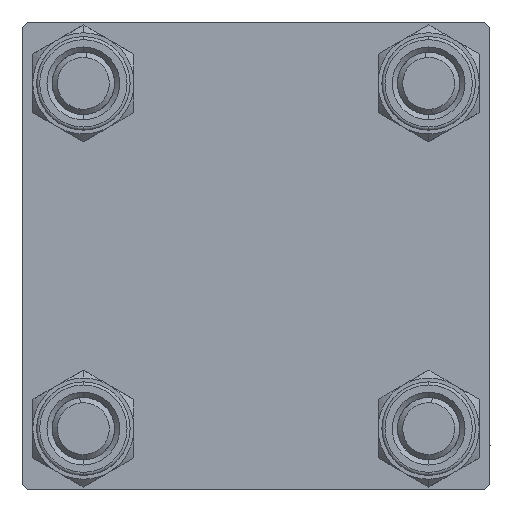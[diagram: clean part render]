
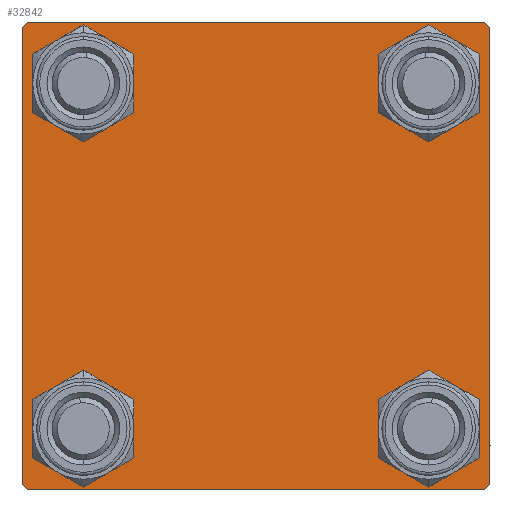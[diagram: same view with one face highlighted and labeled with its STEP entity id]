
A CAD part, left-side view. The second image highlights one B-rep face of the part: STEP entity #32842.
In plain terms, the highlighted planar face has unit normal (-1, 0, 0).
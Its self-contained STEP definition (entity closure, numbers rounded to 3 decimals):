
#461 = VECTOR ( 'NONE', #37985, 1000. ) ;
#823 = CARTESIAN_POINT ( 'NONE',  ( 0., 16.6, 16.6 ) ) ;
#2199 = EDGE_CURVE ( 'NONE', #9303, #49896, #16275, .T. ) ;
#2685 = CIRCLE ( 'NONE', #11626, 3.5 ) ;
#4003 = ORIENTED_EDGE ( 'NONE', *, *, #44659, .T. ) ;
#4836 = EDGE_CURVE ( 'NONE', #20647, #9214, #29767, .T. ) ;
#5094 = EDGE_LOOP ( 'NONE', ( #31782, #44808, #35467, #50068, #7510, #6393, #45396, #47999 ) ) ;
#5836 = CARTESIAN_POINT ( 'NONE',  ( 0., -22.25, 22.25 ) ) ;
#6064 = DIRECTION ( 'NONE',  ( 0., 0., -1. ) ) ;
#6353 = CARTESIAN_POINT ( 'NONE',  ( 0., 16.6, -13.1 ) ) ;
#6393 = ORIENTED_EDGE ( 'NONE', *, *, #33757, .T. ) ;
#6438 = EDGE_CURVE ( 'NONE', #43183, #24195, #36601, .T. ) ;
#6577 = CARTESIAN_POINT ( 'NONE',  ( 0., 0., 0. ) ) ;
#6951 = LINE ( 'NONE', #17898, #461 ) ;
#7510 = ORIENTED_EDGE ( 'NONE', *, *, #21053, .F. ) ;
#7635 = CARTESIAN_POINT ( 'NONE',  ( 0., 16.6, 20.1 ) ) ;
#8135 = AXIS2_PLACEMENT_3D ( 'NONE', #37425, #22663, #49655 ) ;
#8176 = AXIS2_PLACEMENT_3D ( 'NONE', #823, #38768, #31875 ) ;
#8205 = CIRCLE ( 'NONE', #17187, 3.5 ) ;
#8260 = EDGE_CURVE ( 'NONE', #46449, #22702, #8205, .T. ) ;
#8317 = CIRCLE ( 'NONE', #18878, 3.5 ) ;
#8329 = DIRECTION ( 'NONE',  ( 0., 0., 1. ) ) ;
#8739 = EDGE_LOOP ( 'NONE', ( #29404, #20930 ) ) ;
#8770 = CARTESIAN_POINT ( 'NONE',  ( 0., 16.6, 13.1 ) ) ;
#8881 = DIRECTION ( 'NONE',  ( 0., 0., 1. ) ) ;
#9214 = VERTEX_POINT ( 'NONE', #43781 ) ;
#9303 = VERTEX_POINT ( 'NONE', #6353 ) ;
#9319 = CARTESIAN_POINT ( 'NONE',  ( 0., -16.6, 16.6 ) ) ;
#9998 = CARTESIAN_POINT ( 'NONE',  ( 0., 16.6, -16.6 ) ) ;
#10481 = VERTEX_POINT ( 'NONE', #11646 ) ;
#10701 = ORIENTED_EDGE ( 'NONE', *, *, #25451, .T. ) ;
#11626 = AXIS2_PLACEMENT_3D ( 'NONE', #20744, #36256, #32432 ) ;
#11646 = CARTESIAN_POINT ( 'NONE',  ( 0., -22., -22.5 ) ) ;
#12142 = DIRECTION ( 'NONE',  ( 1., 0., 0. ) ) ;
#12319 = CIRCLE ( 'NONE', #48847, 3.5 ) ;
#12455 = VERTEX_POINT ( 'NONE', #16118 ) ;
#12831 = VERTEX_POINT ( 'NONE', #43233 ) ;
#13123 = EDGE_CURVE ( 'NONE', #19721, #12831, #16192, .T. ) ;
#13965 = FACE_BOUND ( 'NONE', #17886, .T. ) ;
#14752 = CARTESIAN_POINT ( 'NONE',  ( 0., 22.5, 22.5 ) ) ;
#15634 = CARTESIAN_POINT ( 'NONE',  ( 0., -16.6, -13.1 ) ) ;
#16036 = DIRECTION ( 'NONE',  ( 1., 0., 0. ) ) ;
#16118 = CARTESIAN_POINT ( 'NONE',  ( 0., -22.5, 22. ) ) ;
#16192 = LINE ( 'NONE', #19269, #19431 ) ;
#16275 = CIRCLE ( 'NONE', #8135, 3.5 ) ;
#16708 = VECTOR ( 'NONE', #17045, 1000. ) ;
#16914 = EDGE_CURVE ( 'NONE', #20647, #31703, #50344, .T. ) ;
#17045 = DIRECTION ( 'NONE',  ( 0., 0.707, 0.707 ) ) ;
#17128 = VECTOR ( 'NONE', #28673, 1000. ) ;
#17187 = AXIS2_PLACEMENT_3D ( 'NONE', #25927, #25165, #33069 ) ;
#17886 = EDGE_LOOP ( 'NONE', ( #10701, #30910 ) ) ;
#17898 = CARTESIAN_POINT ( 'NONE',  ( 0., 22.5, 22.5 ) ) ;
#18021 = LINE ( 'NONE', #30217, #29269 ) ;
#18379 = CARTESIAN_POINT ( 'NONE',  ( 0., 22.5, 22. ) ) ;
#18541 = FACE_BOUND ( 'NONE', #8739, .T. ) ;
#18633 = VERTEX_POINT ( 'NONE', #26191 ) ;
#18878 = AXIS2_PLACEMENT_3D ( 'NONE', #23916, #16036, #8881 ) ;
#19027 = VERTEX_POINT ( 'NONE', #49877 ) ;
#19269 = CARTESIAN_POINT ( 'NONE',  ( 0., 22.25, -22.25 ) ) ;
#19431 = VECTOR ( 'NONE', #36032, 1000. ) ;
#19721 = VERTEX_POINT ( 'NONE', #47451 ) ;
#19803 = DIRECTION ( 'NONE',  ( 0., 0.707, -0.707 ) ) ;
#20647 = VERTEX_POINT ( 'NONE', #42556 ) ;
#20744 = CARTESIAN_POINT ( 'NONE',  ( 0., -16.6, 16.6 ) ) ;
#20930 = ORIENTED_EDGE ( 'NONE', *, *, #43984, .T. ) ;
#21053 = EDGE_CURVE ( 'NONE', #12455, #37924, #18021, .T. ) ;
#21095 = LINE ( 'NONE', #33562, #45876 ) ;
#22148 = EDGE_CURVE ( 'NONE', #10481, #37924, #36319, .T. ) ;
#22303 = CARTESIAN_POINT ( 'NONE',  ( 0., -22.5, -22. ) ) ;
#22663 = DIRECTION ( 'NONE',  ( 1., 0., 0. ) ) ;
#22702 = VERTEX_POINT ( 'NONE', #15634 ) ;
#23916 = CARTESIAN_POINT ( 'NONE',  ( 0., 16.6, 16.6 ) ) ;
#24195 = VERTEX_POINT ( 'NONE', #7635 ) ;
#24238 = CARTESIAN_POINT ( 'NONE',  ( 0., 16.6, -20.1 ) ) ;
#25165 = DIRECTION ( 'NONE',  ( 1., 0., 0. ) ) ;
#25361 = CARTESIAN_POINT ( 'NONE',  ( 0., -22.25, -22.25 ) ) ;
#25408 = FACE_BOUND ( 'NONE', #40708, .T. ) ;
#25451 = EDGE_CURVE ( 'NONE', #24195, #43183, #8317, .T. ) ;
#25927 = CARTESIAN_POINT ( 'NONE',  ( 0., -16.6, -16.6 ) ) ;
#26191 = CARTESIAN_POINT ( 'NONE',  ( 0., -16.6, 13.1 ) ) ;
#26428 = DIRECTION ( 'NONE',  ( -1., 0., 0. ) ) ;
#26452 = DIRECTION ( 'NONE',  ( 0., -1., 0. ) ) ;
#26902 = EDGE_CURVE ( 'NONE', #19027, #18633, #2685, .T. ) ;
#27855 = AXIS2_PLACEMENT_3D ( 'NONE', #47105, #39459, #43026 ) ;
#28673 = DIRECTION ( 'NONE',  ( 0., -0.707, 0.707 ) ) ;
#29269 = VECTOR ( 'NONE', #6064, 1000. ) ;
#29333 = DIRECTION ( 'NONE',  ( 1., 0., 0. ) ) ;
#29404 = ORIENTED_EDGE ( 'NONE', *, *, #26902, .T. ) ;
#29743 = FACE_OUTER_BOUND ( 'NONE', #5094, .T. ) ;
#29767 = LINE ( 'NONE', #14752, #48874 ) ;
#30217 = CARTESIAN_POINT ( 'NONE',  ( 0., -22.5, 22.5 ) ) ;
#30363 = EDGE_CURVE ( 'NONE', #12831, #10481, #21095, .T. ) ;
#30910 = ORIENTED_EDGE ( 'NONE', *, *, #6438, .T. ) ;
#30982 = EDGE_LOOP ( 'NONE', ( #4003, #48221 ) ) ;
#31046 = AXIS2_PLACEMENT_3D ( 'NONE', #9319, #12142, #8329 ) ;
#31703 = VERTEX_POINT ( 'NONE', #18379 ) ;
#31782 = ORIENTED_EDGE ( 'NONE', *, *, #36434, .T. ) ;
#31875 = DIRECTION ( 'NONE',  ( 0., 0., 1. ) ) ;
#32432 = DIRECTION ( 'NONE',  ( 0., 0., 1. ) ) ;
#32529 = VECTOR ( 'NONE', #19803, 1000. ) ;
#32842 = ADVANCED_FACE ( 'NONE', ( #18541, #49596, #25408, #13965, #29743 ), #45518, .T. ) ;
#33068 = LINE ( 'NONE', #5836, #16708 ) ;
#33069 = DIRECTION ( 'NONE',  ( 0., 0., 1. ) ) ;
#33292 = DIRECTION ( 'NONE',  ( 0., 0., 1. ) ) ;
#33562 = CARTESIAN_POINT ( 'NONE',  ( 0., 22.5, -22.5 ) ) ;
#33757 = EDGE_CURVE ( 'NONE', #12455, #9214, #33068, .T. ) ;
#34642 = ORIENTED_EDGE ( 'NONE', *, *, #41403, .T. ) ;
#35467 = ORIENTED_EDGE ( 'NONE', *, *, #30363, .T. ) ;
#36032 = DIRECTION ( 'NONE',  ( 0., -0.707, -0.707 ) ) ;
#36256 = DIRECTION ( 'NONE',  ( 1., 0., 0. ) ) ;
#36319 = LINE ( 'NONE', #25361, #17128 ) ;
#36434 = EDGE_CURVE ( 'NONE', #31703, #19721, #6951, .T. ) ;
#36601 = CIRCLE ( 'NONE', #8176, 3.5 ) ;
#36620 = DIRECTION ( 'NONE',  ( 0., -1., 0. ) ) ;
#36787 = CIRCLE ( 'NONE', #27855, 3.5 ) ;
#36976 = DIRECTION ( 'NONE',  ( 0., 0., 1. ) ) ;
#37425 = CARTESIAN_POINT ( 'NONE',  ( 0., 16.6, -16.6 ) ) ;
#37924 = VERTEX_POINT ( 'NONE', #22303 ) ;
#37985 = DIRECTION ( 'NONE',  ( 0., 0., -1. ) ) ;
#38613 = AXIS2_PLACEMENT_3D ( 'NONE', #6577, #26428, #33292 ) ;
#38768 = DIRECTION ( 'NONE',  ( 1., 0., 0. ) ) ;
#39459 = DIRECTION ( 'NONE',  ( 1., 0., 0. ) ) ;
#40708 = EDGE_LOOP ( 'NONE', ( #49016, #34642 ) ) ;
#41403 = EDGE_CURVE ( 'NONE', #49896, #9303, #12319, .T. ) ;
#42282 = CARTESIAN_POINT ( 'NONE',  ( 0., -16.6, -20.1 ) ) ;
#42556 = CARTESIAN_POINT ( 'NONE',  ( 0., 22., 22.5 ) ) ;
#42707 = CARTESIAN_POINT ( 'NONE',  ( 0., 22.25, 22.25 ) ) ;
#43026 = DIRECTION ( 'NONE',  ( 0., 0., 1. ) ) ;
#43183 = VERTEX_POINT ( 'NONE', #8770 ) ;
#43233 = CARTESIAN_POINT ( 'NONE',  ( 0., 22., -22.5 ) ) ;
#43781 = CARTESIAN_POINT ( 'NONE',  ( 0., -22., 22.5 ) ) ;
#43984 = EDGE_CURVE ( 'NONE', #18633, #19027, #44055, .T. ) ;
#44055 = CIRCLE ( 'NONE', #31046, 3.5 ) ;
#44659 = EDGE_CURVE ( 'NONE', #22702, #46449, #36787, .T. ) ;
#44808 = ORIENTED_EDGE ( 'NONE', *, *, #13123, .T. ) ;
#45396 = ORIENTED_EDGE ( 'NONE', *, *, #4836, .F. ) ;
#45518 = PLANE ( 'NONE',  #38613 ) ;
#45876 = VECTOR ( 'NONE', #36620, 1000. ) ;
#46449 = VERTEX_POINT ( 'NONE', #42282 ) ;
#47105 = CARTESIAN_POINT ( 'NONE',  ( 0., -16.6, -16.6 ) ) ;
#47451 = CARTESIAN_POINT ( 'NONE',  ( 0., 22.5, -22. ) ) ;
#47999 = ORIENTED_EDGE ( 'NONE', *, *, #16914, .T. ) ;
#48221 = ORIENTED_EDGE ( 'NONE', *, *, #8260, .T. ) ;
#48847 = AXIS2_PLACEMENT_3D ( 'NONE', #9998, #29333, #36976 ) ;
#48874 = VECTOR ( 'NONE', #26452, 1000. ) ;
#49016 = ORIENTED_EDGE ( 'NONE', *, *, #2199, .T. ) ;
#49596 = FACE_BOUND ( 'NONE', #30982, .T. ) ;
#49655 = DIRECTION ( 'NONE',  ( 0., 0., 1. ) ) ;
#49877 = CARTESIAN_POINT ( 'NONE',  ( 0., -16.6, 20.1 ) ) ;
#49896 = VERTEX_POINT ( 'NONE', #24238 ) ;
#50068 = ORIENTED_EDGE ( 'NONE', *, *, #22148, .T. ) ;
#50344 = LINE ( 'NONE', #42707, #32529 ) ;
